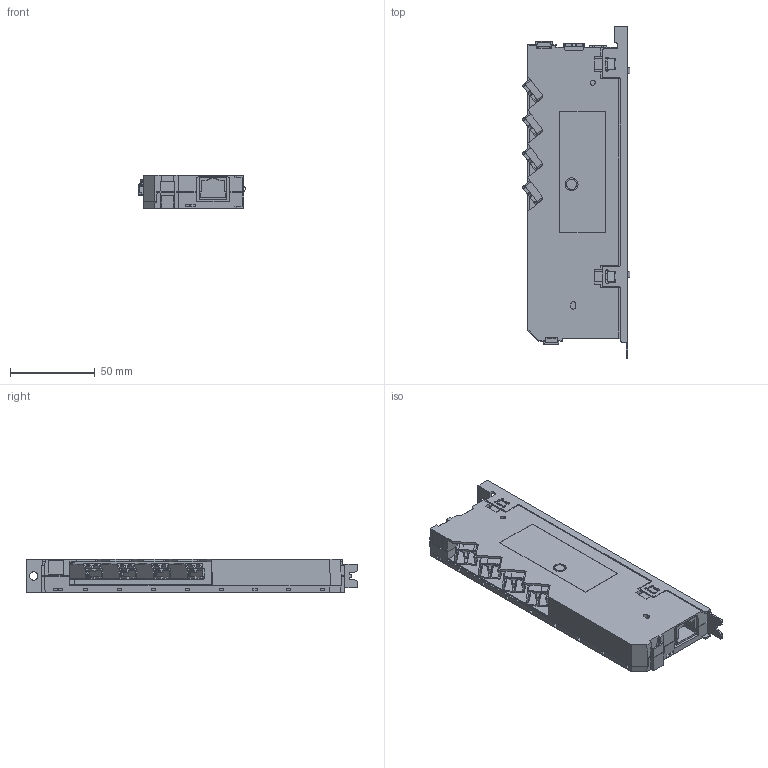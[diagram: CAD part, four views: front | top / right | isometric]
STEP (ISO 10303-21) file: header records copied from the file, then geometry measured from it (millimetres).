
FILE_DESCRIPTION((''),'2;1');
FILE_NAME('OUTPUT_IC7STAR4ASSEMBLY','2025-11-11T13:54:00',('U447532'),(''),'CREO PARAMETRIC BY PTC INC, 2024133','CREO PARAMETRIC BY PTC INC, 2024133','');
FILE_SCHEMA(('CONFIG_CONTROL_DESIGN'));
Length unit declared in the file: millimetre
Products named in the file (1): OUTPUT_IC7STAR4ASSEMBLY
Bounding box: 63.62 x 196 x 19.8 mm (x, y, z)
Volume: 170220.2 mm3; surface area: 53368.7 mm2
Topology: 12 solids, 13 shells, 1428 faces, 3896 edges, 2553 vertices
Faces by surface type: plane 1111, cylinder 213, extrusion 104
Entity records: 46351 total; most frequent: CARTESIAN_POINT 10073, ORIENTED_EDGE 7792, DIRECTION 6921, EDGE_CURVE 3896, VECTOR 3343, LINE 3239, VERTEX_POINT 2553, AXIS2_PLACEMENT_3D 1789
